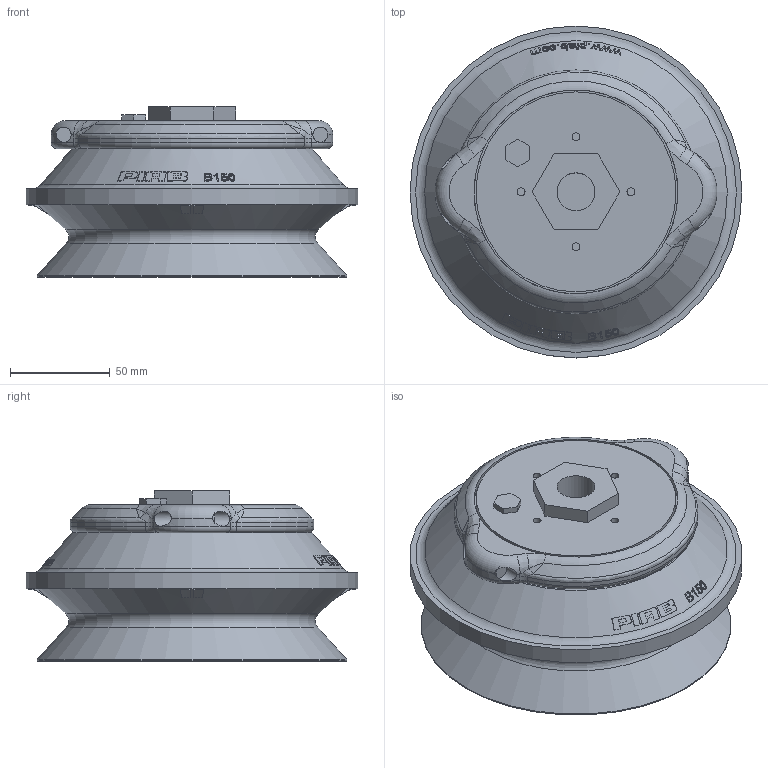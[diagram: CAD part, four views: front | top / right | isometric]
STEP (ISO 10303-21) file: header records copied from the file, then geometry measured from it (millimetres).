
FILE_DESCRIPTION(/* description */ ('Unknown'),/* implementation_level */ '2;1');
FILE_NAME(/* name */ 'S_A014_B097',/* time_stamp */ '2018-11-01T10:57:40+01:00',/* author */ ('Unknown'),/* organization */ ('Unknown'),/* preprocessor_version */ 'ST-DEVELOPER v16.7',/* originating_system */ 'DEX',/* authorisation */ $);
FILE_SCHEMA (('AUTOMOTIVE_DESIGN {1 0 10303 214 3 1 1}'));
Length unit declared in the file: millimetre
Products named in the file (5): S_A014_B097; A014_B150; B097_Fitting 150, G3-4 female
Assembly tree (4 placements, depth 3):
  S_A014_B097
    A014_B150
      A014_B150
    B097_Fitting 150, G3-4 female
      B097_Fitting 150, G3-4 female
Bounding box: 166 x 166 x 85.3 mm (x, y, z)
Volume: 1180648 mm3; surface area: 139941 mm2
Topology: 2 solids, 5 shells, 399 faces, 969 edges, 633 vertices
Faces by surface type: plane 189, bspline 68, cylinder 67, cone 53, torus 22
Full cylindrical faces by diameter (mm): 4 x4, 4.95 x2, 5 x4, 7.5 x2, 8.7 x1, 19 x1, 28 x1, 30 x1, 40 x1, 49 x1, 50 x1, 89 x1, 90 x1, 91 x1, 100 x3, 102 x1, 106 x1, 110 x2, 155 x1, 166 x1
Entity records: 16694 total; most frequent: CARTESIAN_POINT 7528, ORIENTED_EDGE 1724, DIRECTION 1554, EDGE_CURVE 862, AXIS2_PLACEMENT_3D 640, VERTEX_POINT 594, EDGE_LOOP 508, FACE_BOUND 508
